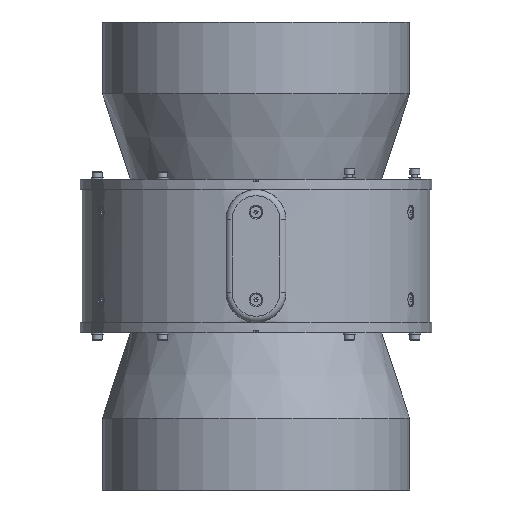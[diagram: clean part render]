
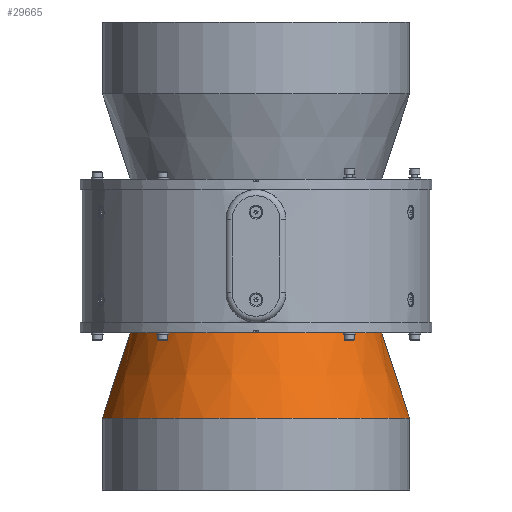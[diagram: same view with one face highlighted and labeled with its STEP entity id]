
A CAD part, front view. The second image highlights one B-rep face of the part: STEP entity #29665.
In plain terms, the highlighted conical face has half-angle 18.208 degrees and reference radius 103 mm.
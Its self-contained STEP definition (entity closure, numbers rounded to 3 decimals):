
#5257 = DIRECTION ( 'NONE',  ( -0.312, 0., -0.95 ) ) ;
#5292 = EDGE_CURVE ( 'NONE', #19672, #20371, #43672, .T. ) ;
#6265 = VERTEX_POINT ( 'NONE', #18163 ) ;
#6953 = CIRCLE ( 'NONE', #13244, 128. ) ;
#9156 = CARTESIAN_POINT ( 'NONE',  ( -135.992, 185.384, 166.035 ) ) ;
#9294 = CONICAL_SURFACE ( 'NONE', #17834, 103., 0.318 ) ;
#10175 = LINE ( 'NONE', #10412, #45528 ) ;
#10412 = CARTESIAN_POINT ( 'NONE',  ( 70.008, 185.384, 166.035 ) ) ;
#10494 = CARTESIAN_POINT ( 'NONE',  ( -32.992, 185.384, 90.035 ) ) ;
#12317 = CARTESIAN_POINT ( 'NONE',  ( -32.992, 185.384, 166.035 ) ) ;
#13244 = AXIS2_PLACEMENT_3D ( 'NONE', #10494, #29736, #36070 ) ;
#14226 = ORIENTED_EDGE ( 'NONE', *, *, #5292, .T. ) ;
#14953 = DIRECTION ( 'NONE',  ( -1., 0., 0. ) ) ;
#15785 = EDGE_CURVE ( 'NONE', #20371, #6265, #34741, .T. ) ;
#17834 = AXIS2_PLACEMENT_3D ( 'NONE', #12317, #21408, #46119 ) ;
#18163 = CARTESIAN_POINT ( 'NONE',  ( -160.992, 185.384, 90.035 ) ) ;
#19546 = FACE_OUTER_BOUND ( 'NONE', #47989, .T. ) ;
#19672 = VERTEX_POINT ( 'NONE', #44634 ) ;
#20371 = VERTEX_POINT ( 'NONE', #27310 ) ;
#20791 = ORIENTED_EDGE ( 'NONE', *, *, #15785, .T. ) ;
#21276 = AXIS2_PLACEMENT_3D ( 'NONE', #36140, #26008, #14953 ) ;
#21408 = DIRECTION ( 'NONE',  ( 0., 0., -1. ) ) ;
#21511 = DIRECTION ( 'NONE',  ( 0.312, 0., -0.95 ) ) ;
#22381 = ORIENTED_EDGE ( 'NONE', *, *, #29921, .T. ) ;
#23203 = EDGE_CURVE ( 'NONE', #19672, #36610, #10175, .T. ) ;
#26008 = DIRECTION ( 'NONE',  ( 0., 0., -1. ) ) ;
#27310 = CARTESIAN_POINT ( 'NONE',  ( -137.637, 185.384, 161.035 ) ) ;
#27662 = VECTOR ( 'NONE', #5257, 1000. ) ;
#28557 = ORIENTED_EDGE ( 'NONE', *, *, #23203, .F. ) ;
#29665 = ADVANCED_FACE ( 'NONE', ( #19546 ), #9294, .T. ) ;
#29736 = DIRECTION ( 'NONE',  ( 0., 0., 1. ) ) ;
#29921 = EDGE_CURVE ( 'NONE', #6265, #36610, #6953, .T. ) ;
#34741 = LINE ( 'NONE', #9156, #27662 ) ;
#36070 = DIRECTION ( 'NONE',  ( 1., 0., 0. ) ) ;
#36140 = CARTESIAN_POINT ( 'NONE',  ( -32.992, 185.384, 161.035 ) ) ;
#36610 = VERTEX_POINT ( 'NONE', #37920 ) ;
#37920 = CARTESIAN_POINT ( 'NONE',  ( 95.008, 185.384, 90.035 ) ) ;
#43672 = CIRCLE ( 'NONE', #21276, 104.645 ) ;
#44634 = CARTESIAN_POINT ( 'NONE',  ( 71.652, 185.384, 161.035 ) ) ;
#45528 = VECTOR ( 'NONE', #21511, 1000. ) ;
#46119 = DIRECTION ( 'NONE',  ( -1., 0., 0. ) ) ;
#47989 = EDGE_LOOP ( 'NONE', ( #28557, #14226, #20791, #22381 ) ) ;
